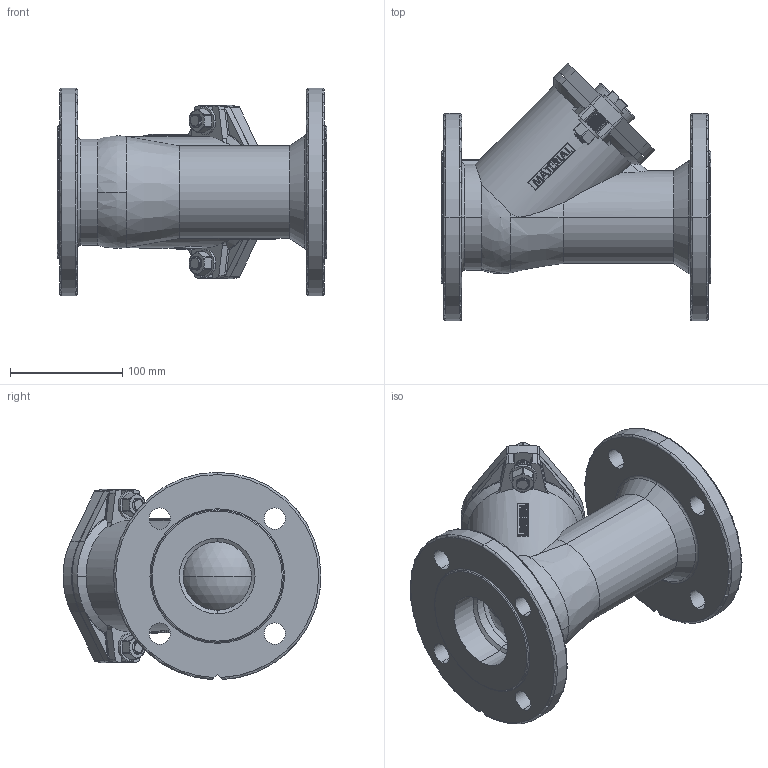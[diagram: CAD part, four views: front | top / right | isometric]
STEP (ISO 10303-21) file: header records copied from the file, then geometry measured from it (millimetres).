
FILE_DESCRIPTION (( 'STEP AP203' ), '1' );
FILE_NAME ('BRIDADA DN 65.STEP', '2019-03-18T15:34:25', ( '' ), ( '' ), 'SwSTEP 2.0', 'SolidWorks 2018', '' );
FILE_SCHEMA (( 'CONFIG_CONTROL_DESIGN' ));
Length unit declared in the file: millimetre
Products named in the file (1): BRIDADA DN 65
Bounding box: 240 x 229.89 x 184.87 mm (x, y, z)
Volume: 1764081.9 mm3; surface area: 332615.4 mm2
Topology: 8 solids, 8 shells, 777 faces, 1997 edges, 1256 vertices
Faces by surface type: cylinder 353, plane 276, torus 72, bspline 37, cone 31, sphere 8
Entity records: 35387 total; most frequent: CARTESIAN_POINT 17676, ORIENTED_EDGE 3952, DIRECTION 3401, EDGE_CURVE 1976, VERTEX_POINT 1247, AXIS2_PLACEMENT_3D 1231, LINE 939, VECTOR 939
